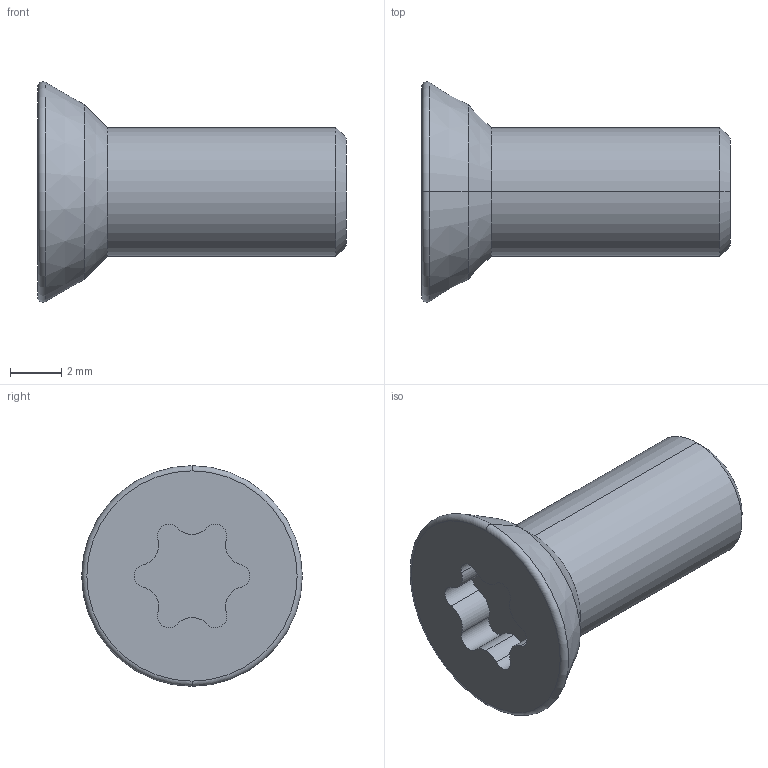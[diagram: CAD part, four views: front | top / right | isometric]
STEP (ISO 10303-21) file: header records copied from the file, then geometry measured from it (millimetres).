
FILE_DESCRIPTION (( 'STEP AP214' ), '1' );
FILE_NAME ('WCE.ER2.001.012.STEP', '2023-09-18T05:26:57', ( '' ), ( '' ), 'SwSTEP 2.0', 'SolidWorks 2017', '' );
FILE_SCHEMA (( 'AUTOMOTIVE_DESIGN' ));
Length unit declared in the file: millimetre
Products named in the file (1): WCE.ER2.001.012
Bounding box: 12 x 8.59 x 8.59 mm (x, y, z)
Volume: 275.4 mm3; surface area: 313.3 mm2
Topology: 1 solids, 1 shells, 28 faces, 67 edges, 42 vertices
Faces by surface type: cylinder 17, cone 6, plane 3, torus 2
Entity records: 887 total; most frequent: DIRECTION 169, CARTESIAN_POINT 138, ORIENTED_EDGE 134, AXIS2_PLACEMENT_3D 73, EDGE_CURVE 67, CIRCLE 44, VERTEX_POINT 42, EDGE_LOOP 29
